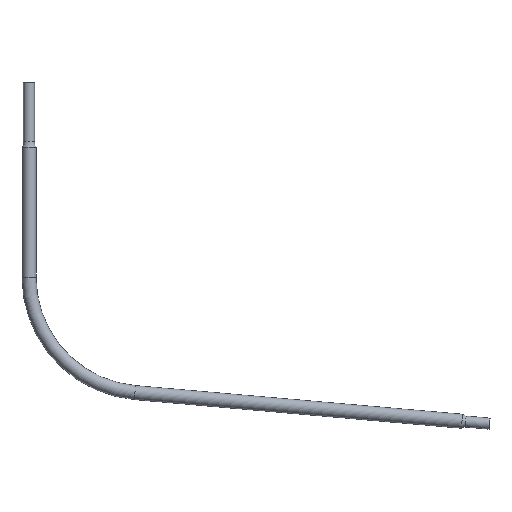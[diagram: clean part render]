
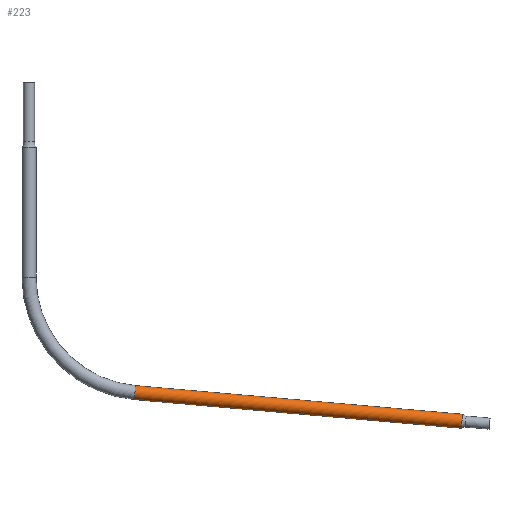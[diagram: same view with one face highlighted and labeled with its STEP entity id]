
A CAD part, top view. The second image highlights one B-rep face of the part: STEP entity #223.
In plain terms, the highlighted cylindrical face has radius 38.05 mm (diameter 76.1 mm), a partial arc.
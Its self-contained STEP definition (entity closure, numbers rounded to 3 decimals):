
#16 = DIRECTION ( 'NONE',  ( 0.996, 0., 0.087 ) ) ;
#21 = CARTESIAN_POINT ( 'NONE',  ( 2353.816, 0., 1449.095 ) ) ;
#43 = CARTESIAN_POINT ( 'NONE',  ( 2347.184, 0., 1524.905 ) ) ;
#114 = ORIENTED_EDGE ( 'NONE', *, *, #1216, .T. ) ;
#122 = ORIENTED_EDGE ( 'NONE', *, *, #1597, .F. ) ;
#123 = DIRECTION ( 'NONE',  ( -0.087, 0., 0.996 ) ) ;
#125 = LINE ( 'NONE', #750, #1419 ) ;
#179 = LINE ( 'NONE', #919, #856 ) ;
#216 = CARTESIAN_POINT ( 'NONE',  ( 575.092, 0., 1331.672 ) ) ;
#223 = ADVANCED_FACE ( 'NONE', ( #1499 ), #336, .T. ) ;
#230 = VERTEX_POINT ( 'NONE', #43 ) ;
#336 = CYLINDRICAL_SURFACE ( 'NONE', #539, 38.05 ) ;
#352 = DIRECTION ( 'NONE',  ( -0.087, 0., 0.996 ) ) ;
#520 = VERTEX_POINT ( 'NONE', #549 ) ;
#539 = AXIS2_PLACEMENT_3D ( 'NONE', #216, #854, #352 ) ;
#549 = CARTESIAN_POINT ( 'NONE',  ( 578.408, 0., 1293.767 ) ) ;
#568 = CIRCLE ( 'NONE', #1437, 38.05 ) ;
#622 = DIRECTION ( 'NONE',  ( 0.996, 0., 0.087 ) ) ;
#631 = CARTESIAN_POINT ( 'NONE',  ( 575.092, 0., 1331.672 ) ) ;
#701 = EDGE_CURVE ( 'NONE', #520, #884, #125, .T. ) ;
#750 = CARTESIAN_POINT ( 'NONE',  ( 578.408, 0., 1293.767 ) ) ;
#843 = EDGE_CURVE ( 'NONE', #1630, #230, #179, .T. ) ;
#854 = DIRECTION ( 'NONE',  ( 0.996, 0., 0.087 ) ) ;
#856 = VECTOR ( 'NONE', #16, 1000. ) ;
#882 = DIRECTION ( 'NONE',  ( -0.087, 0., 0.996 ) ) ;
#884 = VERTEX_POINT ( 'NONE', #21 ) ;
#891 = DIRECTION ( 'NONE',  ( 0.996, 0., 0.087 ) ) ;
#919 = CARTESIAN_POINT ( 'NONE',  ( 571.776, 0., 1369.577 ) ) ;
#1105 = AXIS2_PLACEMENT_3D ( 'NONE', #1443, #1303, #123 ) ;
#1171 = CARTESIAN_POINT ( 'NONE',  ( 571.776, 0., 1369.577 ) ) ;
#1216 = EDGE_CURVE ( 'NONE', #520, #1630, #568, .T. ) ;
#1270 = CIRCLE ( 'NONE', #1105, 38.05 ) ;
#1303 = DIRECTION ( 'NONE',  ( 0.996, 0., 0.087 ) ) ;
#1419 = VECTOR ( 'NONE', #891, 1000. ) ;
#1437 = AXIS2_PLACEMENT_3D ( 'NONE', #631, #622, #882 ) ;
#1443 = CARTESIAN_POINT ( 'NONE',  ( 2350.5, 0., 1487. ) ) ;
#1463 = EDGE_LOOP ( 'NONE', ( #1639, #114, #1500, #122 ) ) ;
#1499 = FACE_OUTER_BOUND ( 'NONE', #1463, .T. ) ;
#1500 = ORIENTED_EDGE ( 'NONE', *, *, #843, .T. ) ;
#1597 = EDGE_CURVE ( 'NONE', #884, #230, #1270, .T. ) ;
#1630 = VERTEX_POINT ( 'NONE', #1171 ) ;
#1639 = ORIENTED_EDGE ( 'NONE', *, *, #701, .F. ) ;
